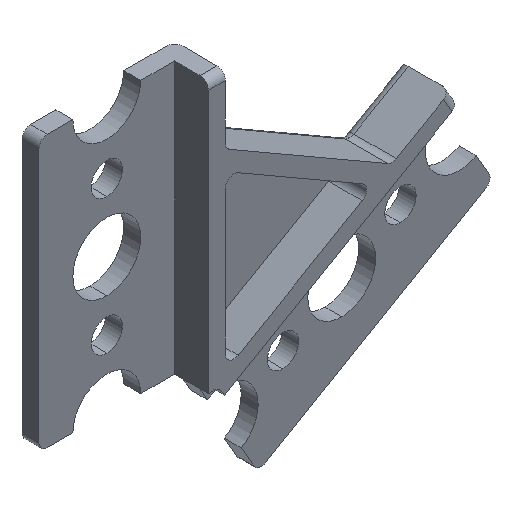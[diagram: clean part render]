
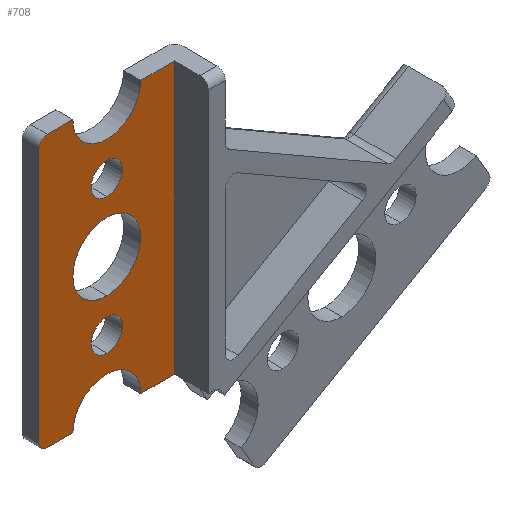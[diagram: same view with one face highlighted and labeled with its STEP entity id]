
A CAD part, isometric view. The second image highlights one B-rep face of the part: STEP entity #708.
In plain terms, the highlighted planar face has unit normal (0, -1, 0).
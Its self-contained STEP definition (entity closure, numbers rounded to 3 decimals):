
#93 = VERTEX_POINT ( 'NONE', #2548 ) ;
#102 = CARTESIAN_POINT ( 'NONE',  ( 6.733, 32.533, 34.669 ) ) ;
#105 = DIRECTION ( 'NONE',  ( 0., 1., 0. ) ) ;
#108 = DIRECTION ( 'NONE',  ( 0., 0., 1. ) ) ;
#110 = AXIS2_PLACEMENT_3D ( 'NONE', #2382, #2393, #2396 ) ;
#127 = DIRECTION ( 'NONE',  ( 1., 0., 0. ) ) ;
#129 = CARTESIAN_POINT ( 'NONE',  ( 16.733, 32.533, 58.669 ) ) ;
#139 = ORIENTED_EDGE ( 'NONE', *, *, #2891, .T. ) ;
#185 = CIRCLE ( 'NONE', #1394, 1. ) ;
#195 = DIRECTION ( 'NONE',  ( 1., 0., 0. ) ) ;
#198 = CARTESIAN_POINT ( 'NONE',  ( 16.733, 32.533, 58.669 ) ) ;
#199 = ORIENTED_EDGE ( 'NONE', *, *, #2674, .F. ) ;
#207 = CARTESIAN_POINT ( 'NONE',  ( 6.733, 32.533, 58.669 ) ) ;
#272 = CARTESIAN_POINT ( 'NONE',  ( -0.267, 32.533, 58.669 ) ) ;
#300 = VERTEX_POINT ( 'NONE', #2596 ) ;
#331 = CIRCLE ( 'NONE', #1091, 1.85 ) ;
#335 = CARTESIAN_POINT ( 'NONE',  ( 10.733, 32.533, 58.669 ) ) ;
#341 = ORIENTED_EDGE ( 'NONE', *, *, #2888, .T. ) ;
#343 = VECTOR ( 'NONE', #556, 1000. ) ;
#360 = CARTESIAN_POINT ( 'NONE',  ( 2.733, 32.533, 58.669 ) ) ;
#371 = EDGE_CURVE ( 'NONE', #690, #2503, #2246, .T. ) ;
#390 = VECTOR ( 'NONE', #1536, 1000. ) ;
#408 = AXIS2_PLACEMENT_3D ( 'NONE', #808, #812, #817 ) ;
#413 = VERTEX_POINT ( 'NONE', #2489 ) ;
#443 = CARTESIAN_POINT ( 'NONE',  ( 6.733, 32.533, 26.669 ) ) ;
#447 = DIRECTION ( 'NONE',  ( 0., -1., 0. ) ) ;
#451 = DIRECTION ( 'NONE',  ( 0., 0., -1. ) ) ;
#461 = EDGE_LOOP ( 'NONE', ( #573, #2851, #2483, #1611, #1763, #199, #2601, #1895, #1796, #2951, #139 ) ) ;
#471 = VECTOR ( 'NONE', #2342, 1000. ) ;
#476 = FACE_OUTER_BOUND ( 'NONE', #461, .T. ) ;
#500 = AXIS2_PLACEMENT_3D ( 'NONE', #443, #447, #451 ) ;
#543 = CARTESIAN_POINT ( 'NONE',  ( -1.267, 32.533, 26.669 ) ) ;
#554 = AXIS2_PLACEMENT_3D ( 'NONE', #102, #105, #108 ) ;
#556 = DIRECTION ( 'NONE',  ( 0., 0., 1. ) ) ;
#559 = CIRCLE ( 'NONE', #500, 4. ) ;
#573 = ORIENTED_EDGE ( 'NONE', *, *, #2484, .F. ) ;
#688 = CARTESIAN_POINT ( 'NONE',  ( 6.733, 32.533, 36.519 ) ) ;
#690 = VERTEX_POINT ( 'NONE', #2363 ) ;
#708 = ADVANCED_FACE ( 'NONE', ( #476, #2860, #2311, #1700 ), #2453, .T. ) ;
#763 = CARTESIAN_POINT ( 'NONE',  ( -0.267, 32.533, 26.669 ) ) ;
#783 = VECTOR ( 'NONE', #127, 1000. ) ;
#806 = CIRCLE ( 'NONE', #2688, 4. ) ;
#808 = CARTESIAN_POINT ( 'NONE',  ( 6.733, 32.533, 50.669 ) ) ;
#812 = DIRECTION ( 'NONE',  ( 0., 1., 0. ) ) ;
#817 = DIRECTION ( 'NONE',  ( 0., 0., 1. ) ) ;
#946 = CIRCLE ( 'NONE', #1864, 1. ) ;
#974 = VERTEX_POINT ( 'NONE', #1830 ) ;
#1024 = VECTOR ( 'NONE', #2687, 1000. ) ;
#1085 = CIRCLE ( 'NONE', #110, 1.85 ) ;
#1091 = AXIS2_PLACEMENT_3D ( 'NONE', #2678, #2685, #2691 ) ;
#1099 = VERTEX_POINT ( 'NONE', #1740 ) ;
#1159 = LINE ( 'NONE', #2329, #471 ) ;
#1250 = VECTOR ( 'NONE', #195, 1000. ) ;
#1252 = CARTESIAN_POINT ( 'NONE',  ( 6.733, 32.533, 32.819 ) ) ;
#1318 = CARTESIAN_POINT ( 'NONE',  ( 6.733, 32.533, 46.669 ) ) ;
#1327 = VERTEX_POINT ( 'NONE', #1318 ) ;
#1330 = CIRCLE ( 'NONE', #2845, 4. ) ;
#1394 = AXIS2_PLACEMENT_3D ( 'NONE', #2899, #2904, #2908 ) ;
#1408 = ORIENTED_EDGE ( 'NONE', *, *, #2494, .T. ) ;
#1413 = EDGE_LOOP ( 'NONE', ( #1572, #2521 ) ) ;
#1451 = CIRCLE ( 'NONE', #408, 1.85 ) ;
#1536 = DIRECTION ( 'NONE',  ( -1., 0., 0. ) ) ;
#1556 = LINE ( 'NONE', #543, #343 ) ;
#1562 = CARTESIAN_POINT ( 'NONE',  ( 6.733, 32.533, 26.669 ) ) ;
#1572 = ORIENTED_EDGE ( 'NONE', *, *, #2874, .T. ) ;
#1611 = ORIENTED_EDGE ( 'NONE', *, *, #2930, .F. ) ;
#1617 = LINE ( 'NONE', #1562, #390 ) ;
#1659 = VERTEX_POINT ( 'NONE', #360 ) ;
#1700 = FACE_BOUND ( 'NONE', #1955, .T. ) ;
#1726 = AXIS2_PLACEMENT_3D ( 'NONE', #2287, #2274, #2271 ) ;
#1740 = CARTESIAN_POINT ( 'NONE',  ( 6.733, 32.533, 30.669 ) ) ;
#1763 = ORIENTED_EDGE ( 'NONE', *, *, #2444, .F. ) ;
#1796 = ORIENTED_EDGE ( 'NONE', *, *, #2898, .T. ) ;
#1810 = VERTEX_POINT ( 'NONE', #335 ) ;
#1830 = CARTESIAN_POINT ( 'NONE',  ( 6.733, 32.533, 52.519 ) ) ;
#1864 = AXIS2_PLACEMENT_3D ( 'NONE', #2701, #2706, #2714 ) ;
#1884 = EDGE_LOOP ( 'NONE', ( #341, #1408 ) ) ;
#1895 = ORIENTED_EDGE ( 'NONE', *, *, #2392, .F. ) ;
#1955 = EDGE_LOOP ( 'NONE', ( #2603, #2560 ) ) ;
#1964 = VERTEX_POINT ( 'NONE', #272 ) ;
#2013 = AXIS2_PLACEMENT_3D ( 'NONE', #207, #2961, #2939 ) ;
#2082 = CIRCLE ( 'NONE', #554, 1.85 ) ;
#2098 = CIRCLE ( 'NONE', #2013, 4. ) ;
#2144 = VERTEX_POINT ( 'NONE', #2836 ) ;
#2246 = LINE ( 'NONE', #2587, #1024 ) ;
#2271 = DIRECTION ( 'NONE',  ( 0., 0., -1. ) ) ;
#2274 = DIRECTION ( 'NONE',  ( 0., -1., 0. ) ) ;
#2287 = CARTESIAN_POINT ( 'NONE',  ( -1.267, 32.533, 58.669 ) ) ;
#2311 = FACE_BOUND ( 'NONE', #1413, .T. ) ;
#2329 = CARTESIAN_POINT ( 'NONE',  ( 14.733, 32.533, 58.669 ) ) ;
#2342 = DIRECTION ( 'NONE',  ( 0., 0., -1. ) ) ;
#2363 = CARTESIAN_POINT ( 'NONE',  ( 2.733, 32.533, 26.669 ) ) ;
#2369 = EDGE_CURVE ( 'NONE', #2583, #2493, #2082, .T. ) ;
#2382 = CARTESIAN_POINT ( 'NONE',  ( 6.733, 32.533, 34.669 ) ) ;
#2392 = EDGE_CURVE ( 'NONE', #1810, #2885, #2624, .T. ) ;
#2393 = DIRECTION ( 'NONE',  ( 0., 1., 0. ) ) ;
#2396 = DIRECTION ( 'NONE',  ( 0., 0., 1. ) ) ;
#2411 = EDGE_CURVE ( 'NONE', #1964, #1659, #2463, .T. ) ;
#2444 = EDGE_CURVE ( 'NONE', #2928, #1099, #559, .T. ) ;
#2453 = PLANE ( 'NONE',  #1726 ) ;
#2463 = LINE ( 'NONE', #198, #1250 ) ;
#2473 = AXIS2_PLACEMENT_3D ( 'NONE', #2528, #2540, #2571 ) ;
#2483 = ORIENTED_EDGE ( 'NONE', *, *, #371, .F. ) ;
#2484 = EDGE_CURVE ( 'NONE', #2144, #300, #1556, .T. ) ;
#2489 = CARTESIAN_POINT ( 'NONE',  ( 6.733, 32.533, 48.819 ) ) ;
#2493 = VERTEX_POINT ( 'NONE', #688 ) ;
#2494 = EDGE_CURVE ( 'NONE', #413, #974, #1451, .T. ) ;
#2503 = VERTEX_POINT ( 'NONE', #763 ) ;
#2521 = ORIENTED_EDGE ( 'NONE', *, *, #2931, .T. ) ;
#2528 = CARTESIAN_POINT ( 'NONE',  ( 6.733, 32.533, 42.669 ) ) ;
#2540 = DIRECTION ( 'NONE',  ( 0., 1., 0. ) ) ;
#2548 = CARTESIAN_POINT ( 'NONE',  ( 14.733, 32.533, 26.669 ) ) ;
#2560 = ORIENTED_EDGE ( 'NONE', *, *, #2369, .T. ) ;
#2571 = DIRECTION ( 'NONE',  ( 0., 0., 1. ) ) ;
#2583 = VERTEX_POINT ( 'NONE', #1252 ) ;
#2587 = CARTESIAN_POINT ( 'NONE',  ( 6.733, 32.533, 26.669 ) ) ;
#2596 = CARTESIAN_POINT ( 'NONE',  ( -1.267, 32.533, 57.669 ) ) ;
#2601 = ORIENTED_EDGE ( 'NONE', *, *, #2834, .F. ) ;
#2603 = ORIENTED_EDGE ( 'NONE', *, *, #2840, .T. ) ;
#2624 = LINE ( 'NONE', #129, #783 ) ;
#2647 = CARTESIAN_POINT ( 'NONE',  ( 14.733, 32.533, 58.669 ) ) ;
#2674 = EDGE_CURVE ( 'NONE', #93, #2928, #1617, .T. ) ;
#2678 = CARTESIAN_POINT ( 'NONE',  ( 6.733, 32.533, 50.669 ) ) ;
#2685 = DIRECTION ( 'NONE',  ( 0., 1., 0. ) ) ;
#2687 = DIRECTION ( 'NONE',  ( -1., 0., 0. ) ) ;
#2688 = AXIS2_PLACEMENT_3D ( 'NONE', #2926, #2932, #2935 ) ;
#2691 = DIRECTION ( 'NONE',  ( 0., 0., 1. ) ) ;
#2701 = CARTESIAN_POINT ( 'NONE',  ( -0.267, 32.533, 57.669 ) ) ;
#2706 = DIRECTION ( 'NONE',  ( 0., -1., 0. ) ) ;
#2714 = DIRECTION ( 'NONE',  ( 0., 0., -1. ) ) ;
#2781 = CIRCLE ( 'NONE', #2473, 4. ) ;
#2834 = EDGE_CURVE ( 'NONE', #2885, #93, #1159, .T. ) ;
#2836 = CARTESIAN_POINT ( 'NONE',  ( -1.267, 32.533, 27.669 ) ) ;
#2840 = EDGE_CURVE ( 'NONE', #2493, #2583, #1085, .T. ) ;
#2845 = AXIS2_PLACEMENT_3D ( 'NONE', #2954, #2964, #2968 ) ;
#2851 = ORIENTED_EDGE ( 'NONE', *, *, #2927, .T. ) ;
#2860 = FACE_BOUND ( 'NONE', #1884, .T. ) ;
#2874 = EDGE_CURVE ( 'NONE', #1327, #2944, #2781, .T. ) ;
#2885 = VERTEX_POINT ( 'NONE', #2647 ) ;
#2888 = EDGE_CURVE ( 'NONE', #974, #413, #331, .T. ) ;
#2890 = CARTESIAN_POINT ( 'NONE',  ( 10.733, 32.533, 26.669 ) ) ;
#2891 = EDGE_CURVE ( 'NONE', #1964, #300, #946, .T. ) ;
#2898 = EDGE_CURVE ( 'NONE', #1810, #1659, #2098, .T. ) ;
#2899 = CARTESIAN_POINT ( 'NONE',  ( -0.267, 32.533, 27.669 ) ) ;
#2904 = DIRECTION ( 'NONE',  ( 0., -1., 0. ) ) ;
#2908 = DIRECTION ( 'NONE',  ( 0., 0., -1. ) ) ;
#2926 = CARTESIAN_POINT ( 'NONE',  ( 6.733, 32.533, 26.669 ) ) ;
#2927 = EDGE_CURVE ( 'NONE', #2144, #2503, #185, .T. ) ;
#2928 = VERTEX_POINT ( 'NONE', #2890 ) ;
#2930 = EDGE_CURVE ( 'NONE', #1099, #690, #806, .T. ) ;
#2931 = EDGE_CURVE ( 'NONE', #2944, #1327, #1330, .T. ) ;
#2932 = DIRECTION ( 'NONE',  ( 0., -1., 0. ) ) ;
#2935 = DIRECTION ( 'NONE',  ( 0., 0., -1. ) ) ;
#2939 = DIRECTION ( 'NONE',  ( 0., 0., 1. ) ) ;
#2944 = VERTEX_POINT ( 'NONE', #2945 ) ;
#2945 = CARTESIAN_POINT ( 'NONE',  ( 6.733, 32.533, 38.669 ) ) ;
#2951 = ORIENTED_EDGE ( 'NONE', *, *, #2411, .F. ) ;
#2954 = CARTESIAN_POINT ( 'NONE',  ( 6.733, 32.533, 42.669 ) ) ;
#2961 = DIRECTION ( 'NONE',  ( 0., 1., 0. ) ) ;
#2964 = DIRECTION ( 'NONE',  ( 0., 1., 0. ) ) ;
#2968 = DIRECTION ( 'NONE',  ( 0., 0., 1. ) ) ;
